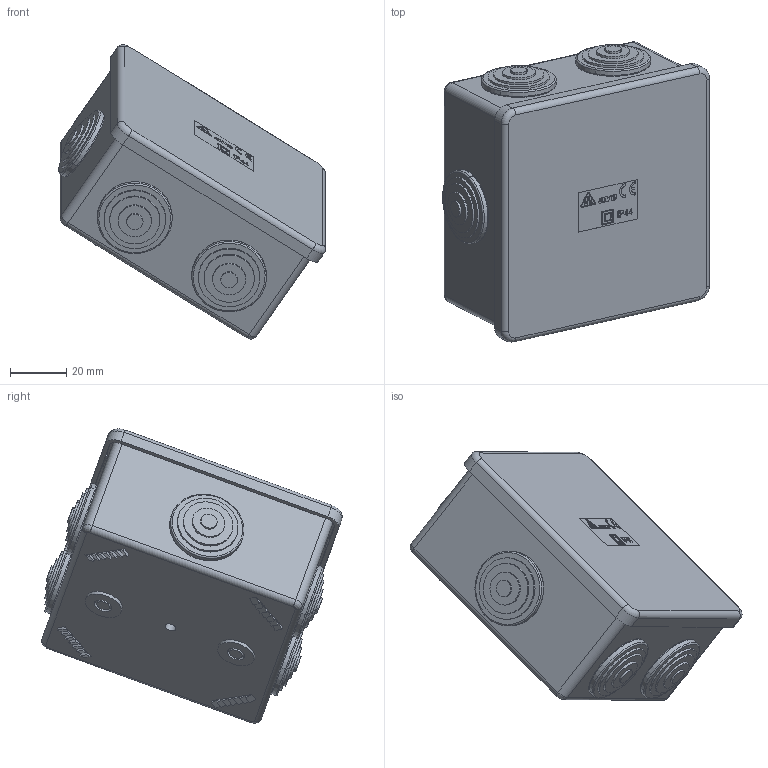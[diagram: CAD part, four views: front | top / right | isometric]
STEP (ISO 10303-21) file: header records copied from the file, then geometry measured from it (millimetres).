
FILE_DESCRIPTION(('CATIA V5 STEP Exchange'),'2;1');
FILE_NAME('SD8803.stp','2023-09-27T09:35:51+00:00',('none'),('none'),'CATIA Version 5-6 Release 2016 SP6','CATIA V5 STEP AP203','none');
FILE_SCHEMA(('CONFIG_CONTROL_DESIGN'));
Length unit declared in the file: millimetre
Products named in the file (1): SD8803
Assembly tree (9 placements, depth 2):
  SD8803
    #57
    #101
    #6417
    #15065  x6
Bounding box: 94.55 x 106.44 x 104.27 mm (x, y, z)
Volume: 84307.9 mm3; surface area: 73903.5 mm2
Topology: 23 solids, 23 shells, 717 faces, 1656 edges, 1088 vertices
Faces by surface type: plane 422, cylinder 211, torus 44, extrusion 20, cone 16, revolution 4
Entity records: 15803 total; most frequent: CARTESIAN_POINT 3065, ORIENTED_EDGE 2722, DIRECTION 2140, EDGE_CURVE 1361, VECTOR 1018, LINE 998, VERTEX_POINT 898, AXIS2_PLACEMENT_3D 719
